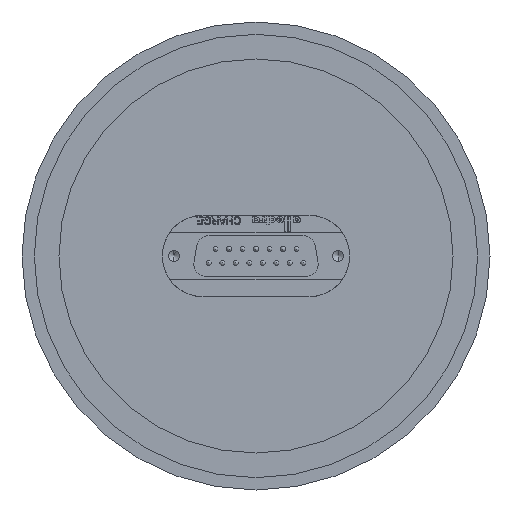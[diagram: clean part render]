
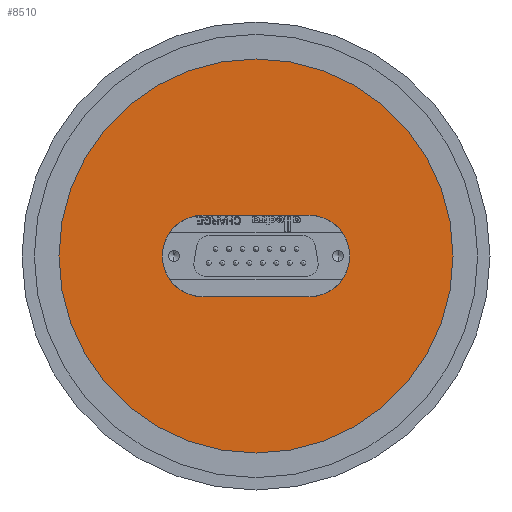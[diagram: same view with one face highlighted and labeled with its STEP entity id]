
A CAD part, front view. The second image highlights one B-rep face of the part: STEP entity #8510.
In plain terms, the highlighted planar face has unit normal (0, -1, 0).
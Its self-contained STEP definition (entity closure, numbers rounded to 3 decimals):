
#219 = EDGE_CURVE ( 'NONE', #8840, #8177, #11294, .T. ) ;
#407 = DIRECTION ( 'NONE',  ( 0., -1., 0. ) ) ;
#569 = CARTESIAN_POINT ( 'NONE',  ( 0., -12., 0. ) ) ;
#748 = DIRECTION ( 'NONE',  ( 0., 0., -1. ) ) ;
#1008 = CARTESIAN_POINT ( 'NONE',  ( -10.75, -12., 8.25 ) ) ;
#1244 = AXIS2_PLACEMENT_3D ( 'NONE', #6661, #5782, #748 ) ;
#1506 = CIRCLE ( 'NONE', #7441, 8.25 ) ;
#1579 = ORIENTED_EDGE ( 'NONE', *, *, #3869, .T. ) ;
#1635 = VERTEX_POINT ( 'NONE', #2815 ) ;
#2093 = EDGE_CURVE ( 'NONE', #2366, #8840, #1506, .T. ) ;
#2225 = EDGE_CURVE ( 'NONE', #1635, #2366, #5406, .T. ) ;
#2366 = VERTEX_POINT ( 'NONE', #4345 ) ;
#2484 = DIRECTION ( 'NONE',  ( -1., 0., 0. ) ) ;
#2627 = EDGE_LOOP ( 'NONE', ( #9490, #9657 ) ) ;
#2815 = CARTESIAN_POINT ( 'NONE',  ( -10.75, -12., 8.25 ) ) ;
#2883 = CARTESIAN_POINT ( 'NONE',  ( 10.75, -12., 0. ) ) ;
#3006 = FACE_OUTER_BOUND ( 'NONE', #2627, .T. ) ;
#3224 = DIRECTION ( 'NONE',  ( 0., 0., -1. ) ) ;
#3354 = CARTESIAN_POINT ( 'NONE',  ( -10.75, -12., -8.25 ) ) ;
#3462 = AXIS2_PLACEMENT_3D ( 'NONE', #6120, #6065, #5247 ) ;
#3869 = EDGE_CURVE ( 'NONE', #8177, #1635, #5703, .T. ) ;
#4345 = CARTESIAN_POINT ( 'NONE',  ( 10.75, -12., 8.25 ) ) ;
#4658 = CARTESIAN_POINT ( 'NONE',  ( -10.75, -12., -8.25 ) ) ;
#5062 = ORIENTED_EDGE ( 'NONE', *, *, #2225, .T. ) ;
#5181 = VECTOR ( 'NONE', #2484, 1000. ) ;
#5247 = DIRECTION ( 'NONE',  ( 0., 0., 1. ) ) ;
#5406 = LINE ( 'NONE', #1008, #7808 ) ;
#5615 = DIRECTION ( 'NONE',  ( 0., -1., 0. ) ) ;
#5670 = DIRECTION ( 'NONE',  ( 0., 0., -1. ) ) ;
#5703 = CIRCLE ( 'NONE', #3462, 8.25 ) ;
#5782 = DIRECTION ( 'NONE',  ( 0., -1., 0. ) ) ;
#6065 = DIRECTION ( 'NONE',  ( 0., 1., 0. ) ) ;
#6100 = VERTEX_POINT ( 'NONE', #8684 ) ;
#6120 = CARTESIAN_POINT ( 'NONE',  ( -10.75, -12., 0. ) ) ;
#6555 = EDGE_CURVE ( 'NONE', #9239, #6100, #9003, .T. ) ;
#6661 = CARTESIAN_POINT ( 'NONE',  ( 0., -12., 0. ) ) ;
#6666 = ORIENTED_EDGE ( 'NONE', *, *, #219, .T. ) ;
#7046 = EDGE_LOOP ( 'NONE', ( #1579, #5062, #7420, #6666 ) ) ;
#7289 = DIRECTION ( 'NONE',  ( 0., 1., 0. ) ) ;
#7406 = CARTESIAN_POINT ( 'NONE',  ( 0., -12., -40. ) ) ;
#7420 = ORIENTED_EDGE ( 'NONE', *, *, #2093, .T. ) ;
#7441 = AXIS2_PLACEMENT_3D ( 'NONE', #2883, #7289, #8154 ) ;
#7511 = EDGE_CURVE ( 'NONE', #6100, #9239, #8425, .T. ) ;
#7629 = FACE_BOUND ( 'NONE', #7046, .T. ) ;
#7808 = VECTOR ( 'NONE', #9863, 1000. ) ;
#8154 = DIRECTION ( 'NONE',  ( 0., 0., 1. ) ) ;
#8177 = VERTEX_POINT ( 'NONE', #4658 ) ;
#8425 = CIRCLE ( 'NONE', #10458, 40. ) ;
#8510 = ADVANCED_FACE ( 'NONE', ( #7629, #3006 ), #11166, .T. ) ;
#8684 = CARTESIAN_POINT ( 'NONE',  ( 0., -12., -40. ) ) ;
#8840 = VERTEX_POINT ( 'NONE', #10636 ) ;
#9003 = CIRCLE ( 'NONE', #1244, 40. ) ;
#9239 = VERTEX_POINT ( 'NONE', #10623 ) ;
#9490 = ORIENTED_EDGE ( 'NONE', *, *, #7511, .T. ) ;
#9657 = ORIENTED_EDGE ( 'NONE', *, *, #6555, .T. ) ;
#9863 = DIRECTION ( 'NONE',  ( 1., 0., 0. ) ) ;
#10400 = AXIS2_PLACEMENT_3D ( 'NONE', #7406, #407, #3224 ) ;
#10458 = AXIS2_PLACEMENT_3D ( 'NONE', #569, #5615, #5670 ) ;
#10623 = CARTESIAN_POINT ( 'NONE',  ( 0., -12., 40. ) ) ;
#10636 = CARTESIAN_POINT ( 'NONE',  ( 10.75, -12., -8.25 ) ) ;
#11166 = PLANE ( 'NONE',  #10400 ) ;
#11294 = LINE ( 'NONE', #3354, #5181 ) ;
